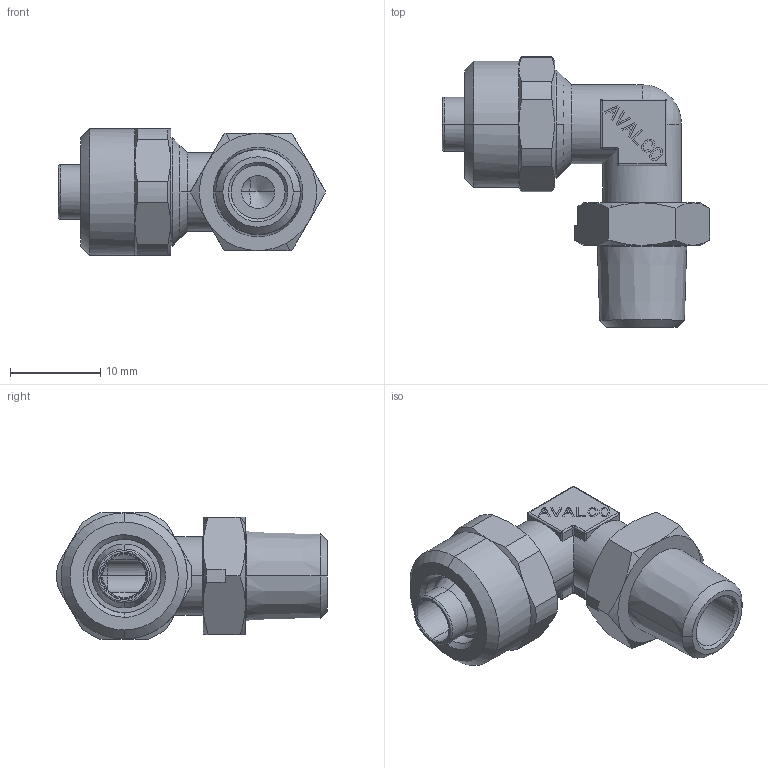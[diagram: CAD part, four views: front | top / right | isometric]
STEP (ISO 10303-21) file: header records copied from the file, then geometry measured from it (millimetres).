
FILE_DESCRIPTION(('CATIA V5 STEP Exchange'),'2;1');
FILE_NAME('BN505-58R18.stp','2019-01-10T11:47:36+00:00',('none'),('none'),'CATIA Version 5 Release 21 GA (IN-10)','CATIA V5 STEP AP203','none');
FILE_SCHEMA(('CONFIG_CONTROL_DESIGN'));
Length unit declared in the file: millimetre
Products named in the file (1): BN505-58R18
Bounding box: 29.66 x 30.02 x 14 mm (x, y, z)
Volume: 3187.6 mm3; surface area: 2702.3 mm2
Topology: 1 solids, 1 shells, 383 faces, 987 edges, 628 vertices
Faces by surface type: plane 261, cylinder 56, cone 50, sphere 12, torus 4
Entity records: 11744 total; most frequent: CARTESIAN_POINT 2848, ORIENTED_EDGE 1966, DIRECTION 1541, EDGE_CURVE 983, VECTOR 749, LINE 749, VERTEX_POINT 628, AXIS2_PLACEMENT_3D 459
